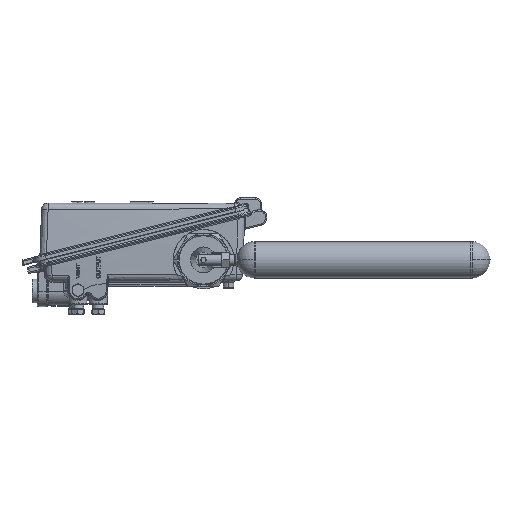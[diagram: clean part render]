
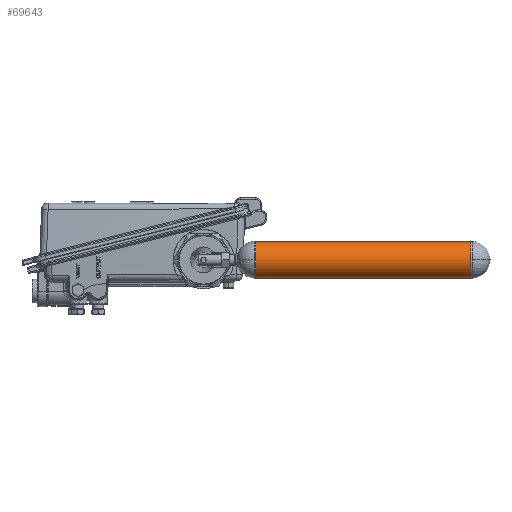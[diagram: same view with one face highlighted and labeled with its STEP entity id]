
A CAD part, left-side view. The second image highlights one B-rep face of the part: STEP entity #69643.
In plain terms, the highlighted cylindrical face has radius 22.225 mm (diameter 44.45 mm), a partial arc.
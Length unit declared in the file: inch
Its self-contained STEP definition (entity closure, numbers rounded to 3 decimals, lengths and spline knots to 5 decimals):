
#2252 = EDGE_CURVE ( 'NONE', #87498, #13292, #33658, .T. ) ;
#4253 = DIRECTION ( 'NONE',  ( 0., 1., 0. ) ) ;
#9486 = CARTESIAN_POINT ( 'NONE',  ( -17.01499, -5.35742, 1.75 ) ) ;
#9509 = ORIENTED_EDGE ( 'NONE', *, *, #72825, .T. ) ;
#13292 = VERTEX_POINT ( 'NONE', #18416 ) ;
#17121 = VERTEX_POINT ( 'NONE', #67790 ) ;
#18416 = CARTESIAN_POINT ( 'NONE',  ( -17.01499, -15.56674, 1.75 ) ) ;
#20394 = DIRECTION ( 'NONE',  ( 0., 0., 1. ) ) ;
#22447 = FACE_OUTER_BOUND ( 'NONE', #57717, .T. ) ;
#23169 = CARTESIAN_POINT ( 'NONE',  ( -17.01499, -15.56674, 0.875 ) ) ;
#25904 = VECTOR ( 'NONE', #72596, 39.37008 ) ;
#28221 = CARTESIAN_POINT ( 'NONE',  ( -17.01499, -4.352, 0.875 ) ) ;
#30945 = ORIENTED_EDGE ( 'NONE', *, *, #2252, .T. ) ;
#32621 = VERTEX_POINT ( 'NONE', #9486 ) ;
#33658 = CIRCLE ( 'NONE', #43589, 0.875 ) ;
#39186 = DIRECTION ( 'NONE',  ( 0., 1., 0. ) ) ;
#40926 = CARTESIAN_POINT ( 'NONE',  ( -17.01499, -4.352, 0. ) ) ;
#41847 = CARTESIAN_POINT ( 'NONE',  ( -17.01499, -15.56674, 0. ) ) ;
#43470 = CARTESIAN_POINT ( 'NONE',  ( -17.01499, -5.35742, 0.875 ) ) ;
#43589 = AXIS2_PLACEMENT_3D ( 'NONE', #23169, #39186, #85449 ) ;
#44382 = AXIS2_PLACEMENT_3D ( 'NONE', #28221, #59806, #20394 ) ;
#44978 = DIRECTION ( 'NONE',  ( 0., 1., 0. ) ) ;
#47526 = VECTOR ( 'NONE', #4253, 39.37008 ) ;
#50073 = EDGE_CURVE ( 'NONE', #87498, #17121, #58564, .T. ) ;
#57717 = EDGE_LOOP ( 'NONE', ( #87286, #30945, #9509, #74763 ) ) ;
#58502 = AXIS2_PLACEMENT_3D ( 'NONE', #43470, #44978, #84967 ) ;
#58564 = LINE ( 'NONE', #40926, #25904 ) ;
#59806 = DIRECTION ( 'NONE',  ( 0., 1., 0. ) ) ;
#67025 = CARTESIAN_POINT ( 'NONE',  ( -17.01499, -4.352, 1.75 ) ) ;
#67790 = CARTESIAN_POINT ( 'NONE',  ( -17.01499, -5.35742, 0. ) ) ;
#69643 = ADVANCED_FACE ( 'NONE', ( #22447 ), #93506, .T. ) ;
#72596 = DIRECTION ( 'NONE',  ( 0., 1., 0. ) ) ;
#72825 = EDGE_CURVE ( 'NONE', #13292, #32621, #75325, .T. ) ;
#74763 = ORIENTED_EDGE ( 'NONE', *, *, #80319, .F. ) ;
#75325 = LINE ( 'NONE', #67025, #47526 ) ;
#80319 = EDGE_CURVE ( 'NONE', #17121, #32621, #101562, .T. ) ;
#84967 = DIRECTION ( 'NONE',  ( -1., 0., 0. ) ) ;
#85449 = DIRECTION ( 'NONE',  ( 0., 0., 1. ) ) ;
#87286 = ORIENTED_EDGE ( 'NONE', *, *, #50073, .F. ) ;
#87498 = VERTEX_POINT ( 'NONE', #41847 ) ;
#93506 = CYLINDRICAL_SURFACE ( 'NONE', #44382, 0.875 ) ;
#101562 = CIRCLE ( 'NONE', #58502, 0.875 ) ;
